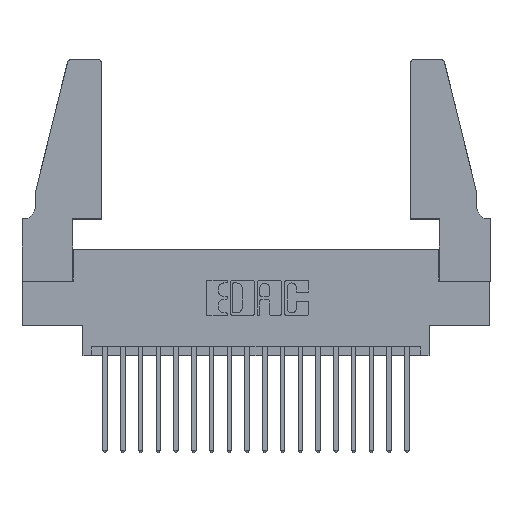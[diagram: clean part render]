
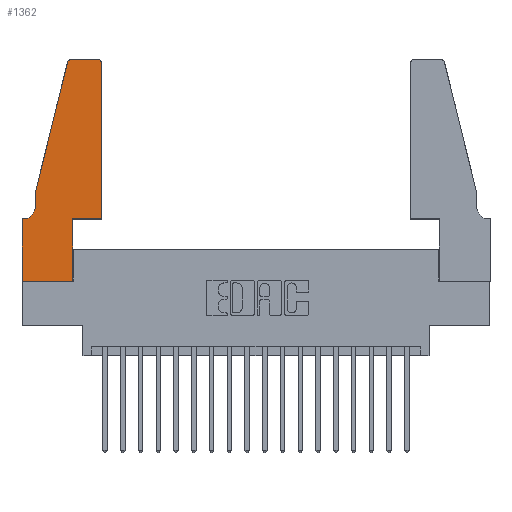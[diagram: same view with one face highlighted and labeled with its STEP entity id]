
A CAD part, top view. The second image highlights one B-rep face of the part: STEP entity #1362.
In plain terms, the highlighted planar face has unit normal (0, 0, 1).
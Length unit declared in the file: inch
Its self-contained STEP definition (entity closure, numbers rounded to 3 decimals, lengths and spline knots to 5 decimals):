
#307 = VERTEX_POINT ( 'NONE', #3829 ) ;
#417 = EDGE_CURVE ( 'NONE', #6987, #6587, #16537, .T. ) ;
#528 = CARTESIAN_POINT ( 'NONE',  ( 0.0755, 0.5, 0.37 ) ) ;
#679 = LINE ( 'NONE', #3528, #2822 ) ;
#963 = AXIS2_PLACEMENT_3D ( 'NONE', #3808, #17480, #4002 ) ;
#979 = DIRECTION ( 'NONE',  ( -1., 0., 0. ) ) ;
#1362 = ADVANCED_FACE ( 'NONE', ( #9424 ), #15693, .T. ) ;
#1375 = DIRECTION ( 'NONE',  ( 1., 0., 0. ) ) ;
#1692 = CARTESIAN_POINT ( 'NONE',  ( 0.284, 1.25, 0.37 ) ) ;
#1805 = EDGE_LOOP ( 'NONE', ( #17239, #11933, #15076, #9466, #11302, #3817, #15670, #13442, #3798, #11393, #2078, #8856 ) ) ;
#1943 = VERTEX_POINT ( 'NONE', #14094 ) ;
#2078 = ORIENTED_EDGE ( 'NONE', *, *, #417, .T. ) ;
#2170 = CIRCLE ( 'NONE', #8662, 0.03 ) ;
#2436 = LINE ( 'NONE', #10995, #3061 ) ;
#2504 = CARTESIAN_POINT ( 'NONE',  ( 0.0755, 0.35, 0.37 ) ) ;
#2822 = VECTOR ( 'NONE', #6657, 39.37008 ) ;
#2832 = EDGE_CURVE ( 'NONE', #4915, #8073, #2170, .T. ) ;
#2973 = CARTESIAN_POINT ( 'NONE',  ( 0., 0., 0.37 ) ) ;
#2993 = VECTOR ( 'NONE', #15536, 39.37008 ) ;
#3061 = VECTOR ( 'NONE', #15706, 39.37008 ) ;
#3223 = EDGE_CURVE ( 'NONE', #1943, #16118, #16865, .T. ) ;
#3528 = CARTESIAN_POINT ( 'NONE',  ( 0., 0., 0.37 ) ) ;
#3798 = ORIENTED_EDGE ( 'NONE', *, *, #18116, .T. ) ;
#3808 = CARTESIAN_POINT ( 'NONE',  ( 0., 0.35, 0.37 ) ) ;
#3817 = ORIENTED_EDGE ( 'NONE', *, *, #10986, .T. ) ;
#3829 = CARTESIAN_POINT ( 'NONE',  ( 0.2865, 0., 0.37 ) ) ;
#4002 = DIRECTION ( 'NONE',  ( 1., 0., 0. ) ) ;
#4364 = EDGE_CURVE ( 'NONE', #18989, #4915, #12290, .T. ) ;
#4740 = CARTESIAN_POINT ( 'NONE',  ( 0.4505, 0.35, 0.37 ) ) ;
#4915 = VERTEX_POINT ( 'NONE', #1692 ) ;
#5068 = CARTESIAN_POINT ( 'NONE',  ( 0.0055, 0.35, 0.37 ) ) ;
#5667 = CARTESIAN_POINT ( 'NONE',  ( 0.0755, 0.5, 0.37 ) ) ;
#6095 = DIRECTION ( 'NONE',  ( 1., 0., 0. ) ) ;
#6499 = CARTESIAN_POINT ( 'NONE',  ( 0.2865, 0.35, 0.37 ) ) ;
#6587 = VERTEX_POINT ( 'NONE', #8339 ) ;
#6657 = DIRECTION ( 'NONE',  ( 0., -1., 0. ) ) ;
#6670 = VECTOR ( 'NONE', #6095, 39.37008 ) ;
#6855 = DIRECTION ( 'NONE',  ( 0., -1., 0. ) ) ;
#6987 = VERTEX_POINT ( 'NONE', #4740 ) ;
#7173 = VECTOR ( 'NONE', #13699, 39.37008 ) ;
#7946 = VECTOR ( 'NONE', #6855, 39.37008 ) ;
#8073 = VERTEX_POINT ( 'NONE', #19113 ) ;
#8225 = DIRECTION ( 'NONE',  ( -1., 0., 0. ) ) ;
#8339 = CARTESIAN_POINT ( 'NONE',  ( 0.4505, 1.22, 0.37 ) ) ;
#8550 = VERTEX_POINT ( 'NONE', #17869 ) ;
#8598 = VERTEX_POINT ( 'NONE', #2973 ) ;
#8662 = AXIS2_PLACEMENT_3D ( 'NONE', #10540, #10661, #1375 ) ;
#8811 = LINE ( 'NONE', #12376, #6670 ) ;
#8856 = ORIENTED_EDGE ( 'NONE', *, *, #15947, .T. ) ;
#8891 = EDGE_CURVE ( 'NONE', #8598, #307, #14004, .T. ) ;
#9424 = FACE_OUTER_BOUND ( 'NONE', #1805, .T. ) ;
#9465 = VECTOR ( 'NONE', #979, 39.37008 ) ;
#9466 = ORIENTED_EDGE ( 'NONE', *, *, #13105, .T. ) ;
#9800 = EDGE_CURVE ( 'NONE', #8073, #16850, #2436, .T. ) ;
#10387 = CARTESIAN_POINT ( 'NONE',  ( 0.4205, 1.22, 0.37 ) ) ;
#10540 = CARTESIAN_POINT ( 'NONE',  ( 0.284, 1.22, 0.37 ) ) ;
#10661 = DIRECTION ( 'NONE',  ( 0., 0., 1. ) ) ;
#10986 = EDGE_CURVE ( 'NONE', #16118, #8550, #15120, .T. ) ;
#10995 = CARTESIAN_POINT ( 'NONE',  ( 0.0755, 0.5, 0.37 ) ) ;
#11302 = ORIENTED_EDGE ( 'NONE', *, *, #3223, .T. ) ;
#11350 = VECTOR ( 'NONE', #16378, 39.37008 ) ;
#11393 = ORIENTED_EDGE ( 'NONE', *, *, #15909, .T. ) ;
#11502 = CARTESIAN_POINT ( 'NONE',  ( 0.4205, 1.25, 0.37 ) ) ;
#11885 = DIRECTION ( 'NONE',  ( 1., 0., 0. ) ) ;
#11933 = ORIENTED_EDGE ( 'NONE', *, *, #2832, .T. ) ;
#12189 = CARTESIAN_POINT ( 'NONE',  ( 0., 0., 0.37 ) ) ;
#12290 = LINE ( 'NONE', #18829, #12743 ) ;
#12376 = CARTESIAN_POINT ( 'NONE',  ( 0.4505, 0.35, 0.37 ) ) ;
#12743 = VECTOR ( 'NONE', #8225, 39.37008 ) ;
#13105 = EDGE_CURVE ( 'NONE', #16850, #1943, #14557, .T. ) ;
#13383 = DIRECTION ( 'NONE',  ( 0., 0., -1. ) ) ;
#13442 = ORIENTED_EDGE ( 'NONE', *, *, #8891, .T. ) ;
#13699 = DIRECTION ( 'NONE',  ( 1., 0., 0. ) ) ;
#14004 = LINE ( 'NONE', #12189, #7173 ) ;
#14094 = CARTESIAN_POINT ( 'NONE',  ( 0.0755, 0.42, 0.37 ) ) ;
#14418 = LINE ( 'NONE', #6499, #2993 ) ;
#14557 = LINE ( 'NONE', #528, #7946 ) ;
#14720 = DIRECTION ( 'NONE',  ( 0., 0., 1. ) ) ;
#14854 = EDGE_CURVE ( 'NONE', #8550, #8598, #679, .T. ) ;
#15076 = ORIENTED_EDGE ( 'NONE', *, *, #9800, .T. ) ;
#15120 = LINE ( 'NONE', #2504, #9465 ) ;
#15536 = DIRECTION ( 'NONE',  ( 0., 1., 0. ) ) ;
#15670 = ORIENTED_EDGE ( 'NONE', *, *, #14854, .T. ) ;
#15693 = PLANE ( 'NONE',  #963 ) ;
#15706 = DIRECTION ( 'NONE',  ( -0.239, -0.971, 0. ) ) ;
#15909 = EDGE_CURVE ( 'NONE', #16814, #6987, #8811, .T. ) ;
#15947 = EDGE_CURVE ( 'NONE', #6587, #18989, #18941, .T. ) ;
#16118 = VERTEX_POINT ( 'NONE', #5068 ) ;
#16378 = DIRECTION ( 'NONE',  ( 0., 1., 0. ) ) ;
#16537 = LINE ( 'NONE', #19497, #11350 ) ;
#16814 = VERTEX_POINT ( 'NONE', #17106 ) ;
#16850 = VERTEX_POINT ( 'NONE', #5667 ) ;
#16865 = CIRCLE ( 'NONE', #18757, 0.07 ) ;
#17106 = CARTESIAN_POINT ( 'NONE',  ( 0.2865, 0.35, 0.37 ) ) ;
#17239 = ORIENTED_EDGE ( 'NONE', *, *, #4364, .T. ) ;
#17480 = DIRECTION ( 'NONE',  ( 0., 0., 1. ) ) ;
#17602 = CARTESIAN_POINT ( 'NONE',  ( 0.0055, 0.42, 0.37 ) ) ;
#17869 = CARTESIAN_POINT ( 'NONE',  ( 0., 0.35, 0.37 ) ) ;
#18001 = AXIS2_PLACEMENT_3D ( 'NONE', #10387, #14720, #11885 ) ;
#18116 = EDGE_CURVE ( 'NONE', #307, #16814, #14418, .T. ) ;
#18757 = AXIS2_PLACEMENT_3D ( 'NONE', #17602, #13383, #19123 ) ;
#18829 = CARTESIAN_POINT ( 'NONE',  ( 0.2605, 1.25, 0.37 ) ) ;
#18941 = CIRCLE ( 'NONE', #18001, 0.03 ) ;
#18989 = VERTEX_POINT ( 'NONE', #11502 ) ;
#19113 = CARTESIAN_POINT ( 'NONE',  ( 0.25487, 1.22718, 0.37 ) ) ;
#19123 = DIRECTION ( 'NONE',  ( -1., 0., 0. ) ) ;
#19497 = CARTESIAN_POINT ( 'NONE',  ( 0.4505, 0.35, 0.37 ) ) ;
